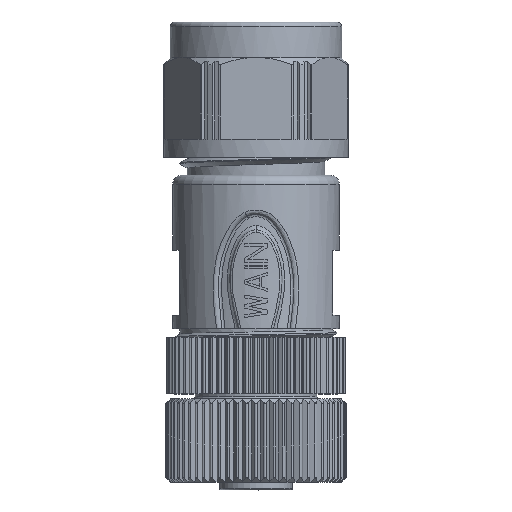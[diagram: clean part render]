
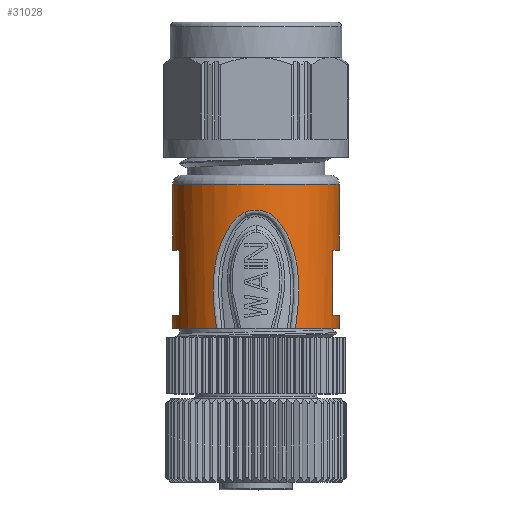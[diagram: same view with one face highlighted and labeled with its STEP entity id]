
A CAD part, top view. The second image highlights one B-rep face of the part: STEP entity #31028.
In plain terms, the highlighted cylindrical face has radius 9.25 mm (diameter 18.5 mm), a partial arc.
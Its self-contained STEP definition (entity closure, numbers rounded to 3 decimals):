
#4502=CARTESIAN_POINT('',(0.,7.8,0.));
#4503=DIRECTION('',(0.,1.,0.));
#4504=DIRECTION('',(0.473,0.,0.881));
#4505=AXIS2_PLACEMENT_3D('',#4502,#4503,#4504);
#4532=CARTESIAN_POINT('',(0.,7.8,0.));
#4533=DIRECTION('',(0.,1.,0.));
#4534=DIRECTION('',(-1.,0.,0.));
#4535=AXIS2_PLACEMENT_3D('',#4532,#4533,#4534);
#4581=DIRECTION('',(0.,1.,0.));
#4582=VECTOR('',#4581,1.5);
#4583=CARTESIAN_POINT('',(-9.25,7.8,0.));
#4584=LINE('',#4583,#4582);
#4585=DIRECTION('',(0.,1.,0.));
#4586=VECTOR('',#4585,7.2);
#4587=CARTESIAN_POINT('',(-8.5,9.3,3.649));
#4588=LINE('',#4587,#4586);
#4589=DIRECTION('',(0.,1.,0.));
#4590=VECTOR('',#4589,7.3);
#4591=CARTESIAN_POINT('',(-9.25,16.5,0.));
#4592=LINE('',#4591,#4590);
#4593=DIRECTION('',(0.,-1.,0.));
#4594=VECTOR('',#4593,7.2);
#4595=CARTESIAN_POINT('',(8.5,16.5,3.649));
#4596=LINE('',#4595,#4594);
#4597=CARTESIAN_POINT('',(-1.217,20.687,9.17));
#4598=CARTESIAN_POINT('',(-1.312,20.645,9.157));
#4599=CARTESIAN_POINT('',(-1.505,20.545,9.128));
#4600=CARTESIAN_POINT('',(-1.798,20.352,9.075));
#4601=CARTESIAN_POINT('',(-2.101,20.105,9.01));
#4602=CARTESIAN_POINT('',(-2.411,19.793,8.932));
#4603=CARTESIAN_POINT('',(-2.729,19.408,8.84));
#4604=CARTESIAN_POINT('',(-3.053,18.937,8.734));
#4605=CARTESIAN_POINT('',(-3.373,18.381,8.615));
#4606=CARTESIAN_POINT('',(-3.702,17.717,8.48));
#4607=CARTESIAN_POINT('',(-4.021,16.943,8.332));
#4608=CARTESIAN_POINT('',(-4.282,16.132,8.201));
#4609=CARTESIAN_POINT('',(-4.474,15.332,8.097));
#4610=CARTESIAN_POINT('',(-4.621,14.461,8.014));
#4611=CARTESIAN_POINT('',(-4.719,13.468,7.956));
#4612=CARTESIAN_POINT('',(-4.76,12.326,7.931));
#4613=CARTESIAN_POINT('',(-4.73,11.016,7.949));
#4614=CARTESIAN_POINT('',(-4.614,9.526,8.018));
#4615=CARTESIAN_POINT('',(-4.467,8.397,8.101));
#4616=CARTESIAN_POINT('',(-4.374,7.8,8.15));
#4618=DIRECTION('',(0.,1.,0.));
#4619=VECTOR('',#4618,1.5);
#4620=CARTESIAN_POINT('',(9.25,7.8,0.));
#4621=LINE('',#4620,#4619);
#4626=DIRECTION('',(0.,1.,0.));
#4627=VECTOR('',#4626,7.3);
#4628=CARTESIAN_POINT('',(9.25,16.5,0.));
#4629=LINE('',#4628,#4627);
#4668=CARTESIAN_POINT('',(0.,9.3,0.));
#4669=DIRECTION('',(0.,-1.,0.));
#4670=DIRECTION('',(1.,0.,0.));
#4671=AXIS2_PLACEMENT_3D('',#4668,#4669,#4670);
#4686=CARTESIAN_POINT('',(0.,16.5,0.));
#4687=DIRECTION('',(0.,1.,0.));
#4688=DIRECTION('',(0.919,0.,0.394));
#4689=AXIS2_PLACEMENT_3D('',#4686,#4687,#4688);
#4741=CARTESIAN_POINT('',(0.,23.8,0.));
#4742=DIRECTION('',(0.,-1.,0.));
#4743=DIRECTION('',(1.,0.,0.));
#4744=AXIS2_PLACEMENT_3D('',#4741,#4742,#4743);
#4746=CARTESIAN_POINT('',(0.,23.8,0.));
#4747=DIRECTION('',(0.,-1.,0.));
#4748=DIRECTION('',(1.,0.,0.007));
#4749=AXIS2_PLACEMENT_3D('',#4746,#4747,#4748);
#8384=CARTESIAN_POINT('',(0.,16.5,0.));
#8385=DIRECTION('',(0.,1.,0.));
#8386=DIRECTION('',(-1.,0.,0.));
#8387=AXIS2_PLACEMENT_3D('',#8384,#8385,#8386);
#8402=CARTESIAN_POINT('',(0.,9.3,0.));
#8403=DIRECTION('',(0.,-1.,0.));
#8404=DIRECTION('',(-0.919,0.,0.394));
#8405=AXIS2_PLACEMENT_3D('',#8402,#8403,#8404);
#9191=CARTESIAN_POINT('',(-1.217,20.687,9.17));
#9192=CARTESIAN_POINT('',(-1.135,20.724,9.18));
#9193=CARTESIAN_POINT('',(-0.963,20.793,
9.201));
#9194=CARTESIAN_POINT('',(-0.67,20.877,
9.227));
#9195=CARTESIAN_POINT('',(-0.355,20.928,
9.245));
#9196=CARTESIAN_POINT('',(-0.029,20.947,
9.252));
#9197=CARTESIAN_POINT('',(0.296,20.934,9.247));
#9198=CARTESIAN_POINT('',(0.613,20.889,9.231));
#9199=CARTESIAN_POINT('',(0.91,20.812,9.207));
#9200=CARTESIAN_POINT('',(1.196,20.704,9.174));
#9201=CARTESIAN_POINT('',(1.487,20.557,9.131));
#9202=CARTESIAN_POINT('',(1.784,20.363,9.078));
#9203=CARTESIAN_POINT('',(2.087,20.118,9.013));
#9204=CARTESIAN_POINT('',(2.401,19.807,8.935));
#9205=CARTESIAN_POINT('',(2.723,19.419,8.842));
#9206=CARTESIAN_POINT('',(3.048,18.946,8.736));
#9207=CARTESIAN_POINT('',(3.371,18.387,8.616));
#9208=CARTESIAN_POINT('',(3.701,17.716,8.48));
#9209=CARTESIAN_POINT('',(4.019,16.941,8.333));
#9210=CARTESIAN_POINT('',(4.283,16.119,8.2));
#9211=CARTESIAN_POINT('',(4.482,15.289,8.092));
#9212=CARTESIAN_POINT('',(4.631,14.394,8.008));
#9213=CARTESIAN_POINT('',(4.727,13.4,7.951));
#9214=CARTESIAN_POINT('',(4.764,12.269,7.929));
#9215=CARTESIAN_POINT('',(4.728,10.97,7.95));
#9216=CARTESIAN_POINT('',(4.607,9.495,8.022));
#9217=CARTESIAN_POINT('',(4.464,8.386,8.102));
#9218=CARTESIAN_POINT('',(4.379,7.8,8.148));
#21812=CARTESIAN_POINT('',(-9.25,23.8,0.));
#21813=VERTEX_POINT('',#21812);
#21816=CARTESIAN_POINT('',(9.25,23.8,0.));
#21817=VERTEX_POINT('',#21816);
#21818=CARTESIAN_POINT('',(9.25,23.8,0.064));
#21819=VERTEX_POINT('',#21818);
#21820=CARTESIAN_POINT('',(-9.25,7.8,0.));
#21821=CARTESIAN_POINT('',(-4.374,7.8,8.15));
#21822=VERTEX_POINT('',#21820);
#21823=VERTEX_POINT('',#21821);
#21824=CARTESIAN_POINT('',(-9.25,9.3,0.));
#21825=VERTEX_POINT('',#21824);
#21826=CARTESIAN_POINT('',(-8.5,9.3,3.649));
#21827=VERTEX_POINT('',#21826);
#21828=CARTESIAN_POINT('',(-8.5,16.5,3.649));
#21829=VERTEX_POINT('',#21828);
#21830=CARTESIAN_POINT('',(-9.25,16.5,0.));
#21831=VERTEX_POINT('',#21830);
#21832=CARTESIAN_POINT('',(9.25,16.5,0.));
#21833=VERTEX_POINT('',#21832);
#21834=CARTESIAN_POINT('',(8.5,16.5,3.649));
#21835=VERTEX_POINT('',#21834);
#21836=CARTESIAN_POINT('',(8.5,9.3,3.649));
#21837=VERTEX_POINT('',#21836);
#21838=CARTESIAN_POINT('',(9.25,9.3,0.));
#21839=VERTEX_POINT('',#21838);
#21840=CARTESIAN_POINT('',(9.25,7.8,0.));
#21841=VERTEX_POINT('',#21840);
#21842=CARTESIAN_POINT('',(4.379,7.8,8.148));
#21843=VERTEX_POINT('',#21842);
#21844=VERTEX_POINT('',#9191);
#30992=CARTESIAN_POINT('',(0.,1.7,0.));
#30993=DIRECTION('',(0.,1.,0.));
#30994=DIRECTION('',(1.,0.,0.));
#30995=AXIS2_PLACEMENT_3D('',#30992,#30993,#30994);
#30996=CYLINDRICAL_SURFACE('',#30995,9.25);
#30997=ORIENTED_EDGE('',*,*,#30813,.F.);
#30999=ORIENTED_EDGE('',*,*,#30998,.T.);
#31001=ORIENTED_EDGE('',*,*,#31000,.F.);
#31003=ORIENTED_EDGE('',*,*,#31002,.T.);
#31005=ORIENTED_EDGE('',*,*,#31004,.F.);
#31007=ORIENTED_EDGE('',*,*,#31006,.T.);
#31009=ORIENTED_EDGE('',*,*,#31008,.F.);
#31011=ORIENTED_EDGE('',*,*,#31010,.F.);
#31013=ORIENTED_EDGE('',*,*,#31012,.F.);
#31015=ORIENTED_EDGE('',*,*,#31014,.F.);
#31017=ORIENTED_EDGE('',*,*,#31016,.T.);
#31019=ORIENTED_EDGE('',*,*,#31018,.F.);
#31021=ORIENTED_EDGE('',*,*,#31020,.F.);
#31022=ORIENTED_EDGE('',*,*,#30783,.F.);
#31024=ORIENTED_EDGE('',*,*,#31023,.F.);
#31025=ORIENTED_EDGE('',*,*,#30982,.T.);
#31026=EDGE_LOOP('',(#30997,#30999,#31001,#31003,#31005,#31007,#31009,#31011,
#31013,#31015,#31017,#31019,#31021,#31022,#31024,#31025));
#31027=FACE_OUTER_BOUND('',#31026,.F.);
#31028=ADVANCED_FACE('',(#31027),#30996,.T.);
#4506=CIRCLE('',#4505,9.25);
#4536=CIRCLE('',#4535,9.25);
#4617=B_SPLINE_CURVE_WITH_KNOTS('',3,(#4597,#4598,#4599,#4600,#4601,#4602,#4603,
#4604,#4605,#4606,#4607,#4608,#4609,#4610,#4611,#4612,#4613,#4614,#4615,#4616),
.UNSPECIFIED.,.F.,.F.,(4,1,1,1,1,1,1,1,1,1,1,1,1,1,1,1,1,4),(0.,
0.059,0.118,0.176,0.235,
0.294,0.353,0.412,0.471,
0.529,0.588,0.647,0.706,
0.765,0.824,0.882,0.941,1.),
.UNSPECIFIED.);
#4672=CIRCLE('',#4671,9.25);
#4690=CIRCLE('',#4689,9.25);
#4745=CIRCLE('',#4744,9.25);
#4750=CIRCLE('',#4749,9.25);
#8388=CIRCLE('',#8387,9.25);
#8406=CIRCLE('',#8405,9.25);
#9219=B_SPLINE_CURVE_WITH_KNOTS('',3,(#9191,#9192,#9193,#9194,#9195,#9196,#9197,
#9198,#9199,#9200,#9201,#9202,#9203,#9204,#9205,#9206,#9207,#9208,#9209,#9210,
#9211,#9212,#9213,#9214,#9215,#9216,#9217,#9218),.UNSPECIFIED.,.F.,.F.,(4,1,1,1,
1,1,1,1,1,1,1,1,1,1,1,1,1,1,1,1,1,1,1,1,1,4),(0.,0.04,0.08,0.12,0.16,
0.2,0.24,0.28,0.32,0.36,0.4,0.44,0.48,0.52,0.56,0.6,
0.64,0.68,0.72,0.76,0.8,0.84,0.88,0.92,0.96,1.),
.UNSPECIFIED.);
#30783=EDGE_CURVE('',#21843,#21841,#4506,.T.);
#30813=EDGE_CURVE('',#21822,#21823,#4536,.T.);
#30982=EDGE_CURVE('',#21844,#21823,#4617,.T.);
#30998=EDGE_CURVE('',#21822,#21825,#4584,.T.);
#31000=EDGE_CURVE('',#21827,#21825,#8406,.T.);
#31002=EDGE_CURVE('',#21827,#21829,#4588,.T.);
#31004=EDGE_CURVE('',#21831,#21829,#8388,.T.);
#31006=EDGE_CURVE('',#21831,#21813,#4592,.T.);
#31008=EDGE_CURVE('',#21819,#21813,#4750,.T.);
#31010=EDGE_CURVE('',#21817,#21819,#4745,.T.);
#31012=EDGE_CURVE('',#21833,#21817,#4629,.T.);
#31014=EDGE_CURVE('',#21835,#21833,#4690,.T.);
#31016=EDGE_CURVE('',#21835,#21837,#4596,.T.);
#31018=EDGE_CURVE('',#21839,#21837,#4672,.T.);
#31020=EDGE_CURVE('',#21841,#21839,#4621,.T.);
#31023=EDGE_CURVE('',#21844,#21843,#9219,.T.);
